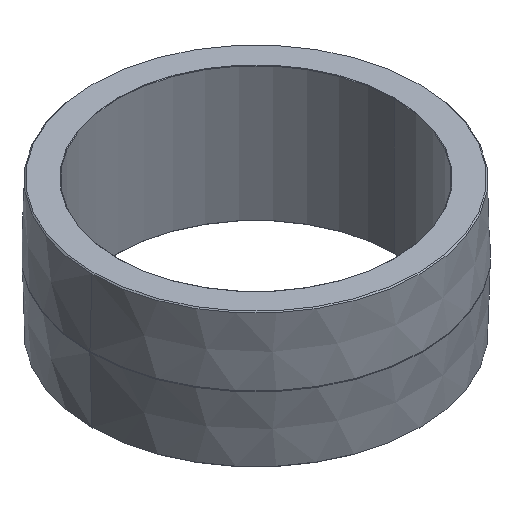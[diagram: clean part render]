
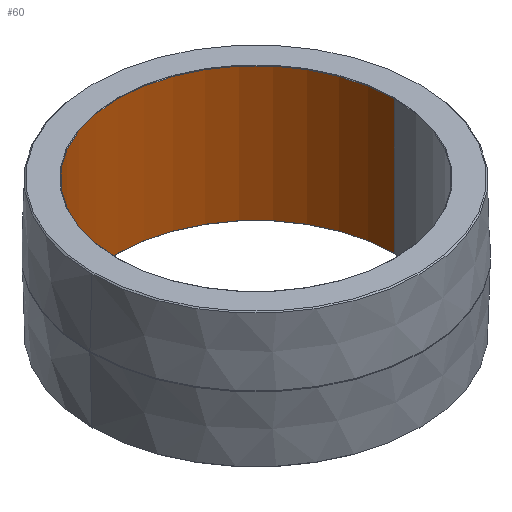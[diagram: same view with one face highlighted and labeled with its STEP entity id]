
A CAD part, isometric view. The second image highlights one B-rep face of the part: STEP entity #60.
In plain terms, the highlighted cylindrical face has radius 91.211 mm (diameter 182.423 mm), a partial arc.
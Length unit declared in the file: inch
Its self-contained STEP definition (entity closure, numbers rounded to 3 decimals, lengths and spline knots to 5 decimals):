
#18 = EDGE_CURVE ( 'NONE', #195, #353, #513, .T. ) ;
#37 = FACE_OUTER_BOUND ( 'NONE', #340, .T. ) ;
#40 = VECTOR ( 'NONE', #209, 39.37008 ) ;
#45 = CYLINDRICAL_SURFACE ( 'NONE', #442, 3.591 ) ;
#60 = ADVANCED_FACE ( 'NONE', ( #37 ), #45, .F. ) ;
#81 = CARTESIAN_POINT ( 'NONE',  ( 3.591, 0., 0.0125 ) ) ;
#82 = EDGE_CURVE ( 'NONE', #195, #93, #327, .T. ) ;
#93 = VERTEX_POINT ( 'NONE', #548 ) ;
#114 = ORIENTED_EDGE ( 'NONE', *, *, #82, .T. ) ;
#116 = CARTESIAN_POINT ( 'NONE',  ( -3.591, 0., 3.5 ) ) ;
#134 = CIRCLE ( 'NONE', #456, 3.591 ) ;
#153 = AXIS2_PLACEMENT_3D ( 'NONE', #422, #506, #295 ) ;
#161 = CARTESIAN_POINT ( 'NONE',  ( 0., 0., 0.0125 ) ) ;
#169 = CARTESIAN_POINT ( 'NONE',  ( -3.591, 0., 0.0125 ) ) ;
#195 = VERTEX_POINT ( 'NONE', #478 ) ;
#206 = DIRECTION ( 'NONE',  ( 0., 0., -1. ) ) ;
#209 = DIRECTION ( 'NONE',  ( 0., 0., -1. ) ) ;
#212 = VECTOR ( 'NONE', #505, 39.37008 ) ;
#215 = CARTESIAN_POINT ( 'NONE',  ( 0., 0., 3.5 ) ) ;
#247 = LINE ( 'NONE', #116, #40 ) ;
#249 = DIRECTION ( 'NONE',  ( 0., 0., -1. ) ) ;
#250 = CARTESIAN_POINT ( 'NONE',  ( 3.591, 0., 3.5 ) ) ;
#266 = ORIENTED_EDGE ( 'NONE', *, *, #527, .T. ) ;
#277 = ORIENTED_EDGE ( 'NONE', *, *, #360, .T. ) ;
#280 = ORIENTED_EDGE ( 'NONE', *, *, #18, .F. ) ;
#295 = DIRECTION ( 'NONE',  ( 1., 0., 0. ) ) ;
#327 = CIRCLE ( 'NONE', #153, 3.591 ) ;
#333 = DIRECTION ( 'NONE',  ( 1., 0., 0. ) ) ;
#340 = EDGE_LOOP ( 'NONE', ( #280, #114, #266, #277 ) ) ;
#353 = VERTEX_POINT ( 'NONE', #81 ) ;
#360 = EDGE_CURVE ( 'NONE', #411, #353, #134, .T. ) ;
#382 = DIRECTION ( 'NONE',  ( -1., 0., 0. ) ) ;
#411 = VERTEX_POINT ( 'NONE', #169 ) ;
#422 = CARTESIAN_POINT ( 'NONE',  ( 0., 0., 3.4875 ) ) ;
#442 = AXIS2_PLACEMENT_3D ( 'NONE', #215, #206, #382 ) ;
#456 = AXIS2_PLACEMENT_3D ( 'NONE', #161, #249, #333 ) ;
#478 = CARTESIAN_POINT ( 'NONE',  ( 3.591, 0., 3.4875 ) ) ;
#505 = DIRECTION ( 'NONE',  ( 0., 0., -1. ) ) ;
#506 = DIRECTION ( 'NONE',  ( 0., 0., 1. ) ) ;
#513 = LINE ( 'NONE', #250, #212 ) ;
#527 = EDGE_CURVE ( 'NONE', #93, #411, #247, .T. ) ;
#548 = CARTESIAN_POINT ( 'NONE',  ( -3.591, 0., 3.4875 ) ) ;
